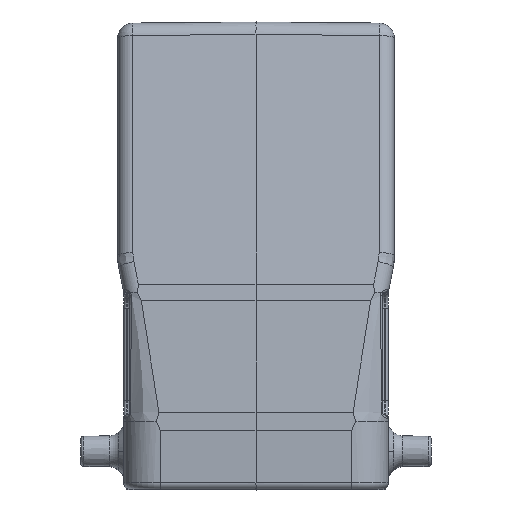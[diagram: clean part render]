
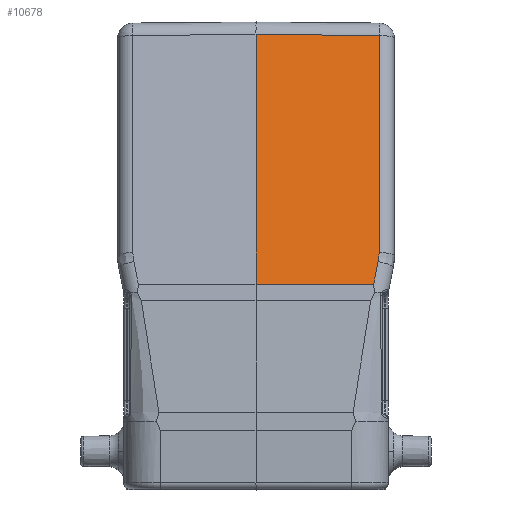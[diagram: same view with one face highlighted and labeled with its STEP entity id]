
A CAD part, top view. The second image highlights one B-rep face of the part: STEP entity #10678.
In plain terms, the highlighted planar face has unit normal (0.009, 0.19, 0.982).
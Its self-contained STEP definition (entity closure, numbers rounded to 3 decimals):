
#112=DIRECTION('',(0.,-0.982,0.19));
#113=VECTOR('',#112,41.382);
#114=CARTESIAN_POINT('',(0.,19.39,36.641));
#115=LINE('',#114,#113);
#116=DIRECTION('',(-1.,0.009,0.007));
#117=VECTOR('',#116,20.023);
#118=CARTESIAN_POINT('',(20.022,19.215,36.497));
#119=LINE('',#118,#117);
#120=CARTESIAN_POINT('',(19.876,-17.591,43.609));
#121=CARTESIAN_POINT('',(19.973,-17.107,43.514));
#122=CARTESIAN_POINT('',(20.022,-16.614,43.419));
#123=CARTESIAN_POINT('',(20.022,-16.12,43.323));
#125=DIRECTION('',(0.193,0.963,-0.188));
#126=VECTOR('',#125,3.79);
#127=CARTESIAN_POINT('',(19.146,-21.241,44.32));
#128=LINE('',#127,#126);
#129=DIRECTION('',(1.,0.,-0.009));
#130=VECTOR('',#129,19.147);
#131=CARTESIAN_POINT('',(0.,-21.241,44.49));
#132=LINE('',#131,#130);
#1222=DIRECTION('',(0.,-0.982,0.19));
#1223=VECTOR('',#1222,35.988);
#1224=CARTESIAN_POINT('',(20.022,19.215,36.497));
#1225=LINE('',#1224,#1223);
#8735=CARTESIAN_POINT('',(0.,-21.241,44.49));
#8736=CARTESIAN_POINT('',(19.146,-21.241,44.32));
#8737=VERTEX_POINT('',#8735);
#8738=VERTEX_POINT('',#8736);
#8989=CARTESIAN_POINT('',(19.876,-17.591,43.609));
#8990=VERTEX_POINT('',#8989);
#9255=VERTEX_POINT('',#123);
#9479=CARTESIAN_POINT('',(0.,19.39,36.641));
#9481=VERTEX_POINT('',#9479);
#9493=CARTESIAN_POINT('',(20.022,19.215,36.497));
#9494=VERTEX_POINT('',#9493);
#10660=CARTESIAN_POINT('',(0.,-22.585,44.75));
#10661=DIRECTION('',(0.009,0.19,0.982));
#10662=DIRECTION('',(0.,-0.982,0.19));
#10663=AXIS2_PLACEMENT_3D('',#10660,#10661,#10662);
#10664=PLANE('',#10663);
#10666=ORIENTED_EDGE('',*,*,#10665,.F.);
#10668=ORIENTED_EDGE('',*,*,#10667,.F.);
#10670=ORIENTED_EDGE('',*,*,#10669,.T.);
#10672=ORIENTED_EDGE('',*,*,#10671,.F.);
#10673=ORIENTED_EDGE('',*,*,#10644,.F.);
#10675=ORIENTED_EDGE('',*,*,#10674,.F.);
#10676=EDGE_LOOP('',(#10666,#10668,#10670,#10672,#10673,#10675));
#10677=FACE_OUTER_BOUND('',#10676,.F.);
#124=B_SPLINE_CURVE_WITH_KNOTS('',3,(#120,#121,#122,#123),.UNSPECIFIED.,.F.,.F.,
(4,4),(0.,1.),.UNSPECIFIED.);
#10644=EDGE_CURVE('',#8738,#8990,#128,.T.);
#10665=EDGE_CURVE('',#9481,#8737,#115,.T.);
#10667=EDGE_CURVE('',#9494,#9481,#119,.T.);
#10669=EDGE_CURVE('',#9494,#9255,#1225,.T.);
#10671=EDGE_CURVE('',#8990,#9255,#124,.T.);
#10674=EDGE_CURVE('',#8737,#8738,#132,.T.);
#10678=ADVANCED_FACE('',(#10677),#10664,.T.);
